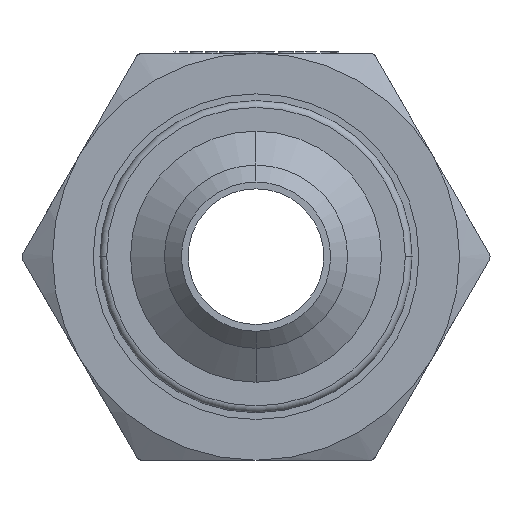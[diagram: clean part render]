
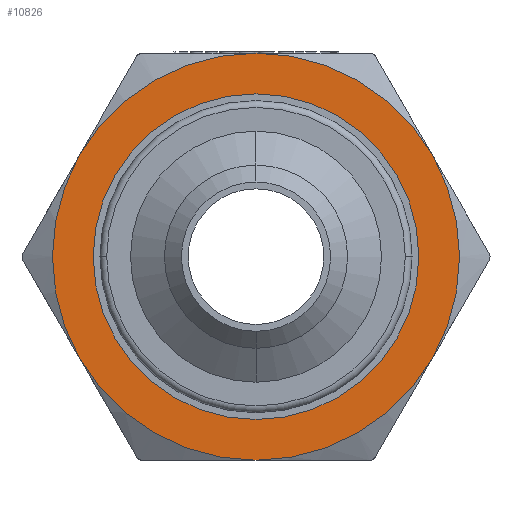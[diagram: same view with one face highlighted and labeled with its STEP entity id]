
A CAD part, left-side view. The second image highlights one B-rep face of the part: STEP entity #10826.
In plain terms, the highlighted planar face has unit normal (-1, 0, 0).
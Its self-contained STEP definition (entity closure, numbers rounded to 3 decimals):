
#223 = EDGE_CURVE ( 'NONE', #13182, #7498, #9559, .T. ) ;
#424 = AXIS2_PLACEMENT_3D ( 'NONE', #3324, #5637, #3471 ) ;
#834 = DIRECTION ( 'NONE',  ( 1., 0., 0. ) ) ;
#967 = DIRECTION ( 'NONE',  ( 0., 0., 1. ) ) ;
#1082 = AXIS2_PLACEMENT_3D ( 'NONE', #8620, #4010, #967 ) ;
#1120 = EDGE_CURVE ( 'NONE', #12370, #9278, #2881, .T. ) ;
#1250 = CARTESIAN_POINT ( 'NONE',  ( -7.5, 12.99, 7.5 ) ) ;
#1260 = EDGE_CURVE ( 'NONE', #4894, #2986, #1846, .T. ) ;
#1650 = AXIS2_PLACEMENT_3D ( 'NONE', #8973, #11982, #5465 ) ;
#1677 = CARTESIAN_POINT ( 'NONE',  ( -7.5, 0., 0. ) ) ;
#1684 = CARTESIAN_POINT ( 'NONE',  ( -7.5, 0., 12. ) ) ;
#1705 = CARTESIAN_POINT ( 'NONE',  ( -7.5, 0., 0. ) ) ;
#1846 = CIRCLE ( 'NONE', #8613, 15. ) ;
#2411 = EDGE_CURVE ( 'NONE', #13464, #12233, #13335, .T. ) ;
#2659 = DIRECTION ( 'NONE',  ( -1., 0., 0. ) ) ;
#2755 = DIRECTION ( 'NONE',  ( 0., 0., 1. ) ) ;
#2881 = CIRCLE ( 'NONE', #1082, 15. ) ;
#2923 = ORIENTED_EDGE ( 'NONE', *, *, #12397, .T. ) ;
#2924 = EDGE_CURVE ( 'NONE', #2986, #13182, #5457, .T. ) ;
#2986 = VERTEX_POINT ( 'NONE', #1250 ) ;
#3324 = CARTESIAN_POINT ( 'NONE',  ( -7.5, 0., 0. ) ) ;
#3346 = DIRECTION ( 'NONE',  ( -1., 0., 0. ) ) ;
#3471 = DIRECTION ( 'NONE',  ( 0., 0., 1. ) ) ;
#3490 = CARTESIAN_POINT ( 'NONE',  ( -7.5, 0., 15. ) ) ;
#3563 = AXIS2_PLACEMENT_3D ( 'NONE', #5215, #834, #6324 ) ;
#4010 = DIRECTION ( 'NONE',  ( -1., 0., 0. ) ) ;
#4076 = ORIENTED_EDGE ( 'NONE', *, *, #2411, .T. ) ;
#4098 = AXIS2_PLACEMENT_3D ( 'NONE', #1677, #9336, #7087 ) ;
#4398 = PLANE ( 'NONE',  #5188 ) ;
#4644 = CARTESIAN_POINT ( 'NONE',  ( -7.5, -12.99, 7.5 ) ) ;
#4894 = VERTEX_POINT ( 'NONE', #3490 ) ;
#5188 = AXIS2_PLACEMENT_3D ( 'NONE', #6518, #3346, #9764 ) ;
#5215 = CARTESIAN_POINT ( 'NONE',  ( -7.5, 0., 0. ) ) ;
#5286 = AXIS2_PLACEMENT_3D ( 'NONE', #1705, #2659, #2755 ) ;
#5457 = CIRCLE ( 'NONE', #424, 15. ) ;
#5465 = DIRECTION ( 'NONE',  ( 0., 0., 1. ) ) ;
#5637 = DIRECTION ( 'NONE',  ( -1., 0., 0. ) ) ;
#6178 = ORIENTED_EDGE ( 'NONE', *, *, #1260, .T. ) ;
#6277 = CARTESIAN_POINT ( 'NONE',  ( -7.5, -12.99, -7.5 ) ) ;
#6324 = DIRECTION ( 'NONE',  ( 0., 0., 1. ) ) ;
#6518 = CARTESIAN_POINT ( 'NONE',  ( -7.5, 0., 0. ) ) ;
#6582 = DIRECTION ( 'NONE',  ( 0., 0., 1. ) ) ;
#7087 = DIRECTION ( 'NONE',  ( 0., 0., 1. ) ) ;
#7405 = CARTESIAN_POINT ( 'NONE',  ( -7.5, 0., -15. ) ) ;
#7498 = VERTEX_POINT ( 'NONE', #7405 ) ;
#7822 = AXIS2_PLACEMENT_3D ( 'NONE', #11457, #11416, #13683 ) ;
#7836 = CIRCLE ( 'NONE', #7822, 15. ) ;
#8083 = FACE_BOUND ( 'NONE', #12745, .T. ) ;
#8240 = EDGE_CURVE ( 'NONE', #9278, #4894, #7836, .T. ) ;
#8613 = AXIS2_PLACEMENT_3D ( 'NONE', #14096, #10910, #6582 ) ;
#8620 = CARTESIAN_POINT ( 'NONE',  ( -7.5, 0., 0. ) ) ;
#8973 = CARTESIAN_POINT ( 'NONE',  ( -7.5, 0., 0. ) ) ;
#9270 = CARTESIAN_POINT ( 'NONE',  ( -7.5, 12.99, -7.5 ) ) ;
#9278 = VERTEX_POINT ( 'NONE', #4644 ) ;
#9336 = DIRECTION ( 'NONE',  ( -1., 0., 0. ) ) ;
#9559 = CIRCLE ( 'NONE', #5286, 15. ) ;
#9764 = DIRECTION ( 'NONE',  ( 0., -1., 0. ) ) ;
#10077 = ORIENTED_EDGE ( 'NONE', *, *, #223, .T. ) ;
#10826 = ADVANCED_FACE ( 'NONE', ( #10932, #8083 ), #4398, .T. ) ;
#10910 = DIRECTION ( 'NONE',  ( -1., 0., 0. ) ) ;
#10932 = FACE_OUTER_BOUND ( 'NONE', #11153, .T. ) ;
#11025 = CARTESIAN_POINT ( 'NONE',  ( -7.5, 0., -12. ) ) ;
#11101 = ORIENTED_EDGE ( 'NONE', *, *, #2924, .T. ) ;
#11153 = EDGE_LOOP ( 'NONE', ( #13329, #11361, #12021, #6178, #11101, #10077 ) ) ;
#11361 = ORIENTED_EDGE ( 'NONE', *, *, #1120, .T. ) ;
#11416 = DIRECTION ( 'NONE',  ( -1., 0., 0. ) ) ;
#11457 = CARTESIAN_POINT ( 'NONE',  ( -7.5, 0., 0. ) ) ;
#11462 = EDGE_CURVE ( 'NONE', #7498, #12370, #12872, .T. ) ;
#11982 = DIRECTION ( 'NONE',  ( 1., 0., 0. ) ) ;
#12021 = ORIENTED_EDGE ( 'NONE', *, *, #8240, .T. ) ;
#12233 = VERTEX_POINT ( 'NONE', #1684 ) ;
#12370 = VERTEX_POINT ( 'NONE', #6277 ) ;
#12397 = EDGE_CURVE ( 'NONE', #12233, #13464, #12829, .T. ) ;
#12745 = EDGE_LOOP ( 'NONE', ( #2923, #4076 ) ) ;
#12829 = CIRCLE ( 'NONE', #3563, 12. ) ;
#12872 = CIRCLE ( 'NONE', #4098, 15. ) ;
#13182 = VERTEX_POINT ( 'NONE', #9270 ) ;
#13329 = ORIENTED_EDGE ( 'NONE', *, *, #11462, .T. ) ;
#13335 = CIRCLE ( 'NONE', #1650, 12. ) ;
#13464 = VERTEX_POINT ( 'NONE', #11025 ) ;
#13683 = DIRECTION ( 'NONE',  ( 0., 0., 1. ) ) ;
#14096 = CARTESIAN_POINT ( 'NONE',  ( -7.5, 0., 0. ) ) ;
